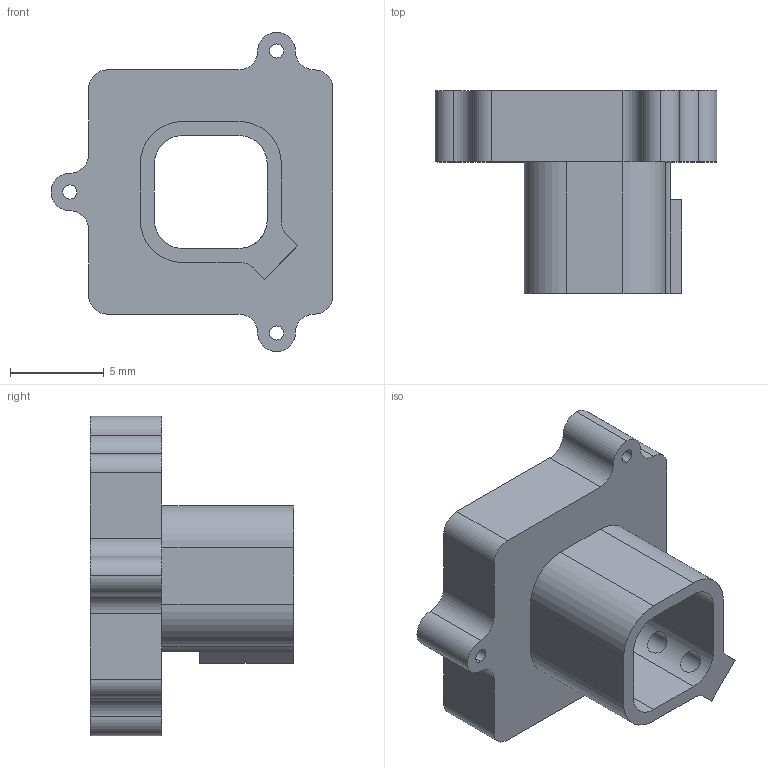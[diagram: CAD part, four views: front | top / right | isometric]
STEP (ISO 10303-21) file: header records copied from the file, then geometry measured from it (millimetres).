
FILE_DESCRIPTION (( 'STEP AP203' ), '1' );
FILE_NAME ('MS_FocusSliderv3.2.STEP', '2016-12-17T06:28:38', ( '' ), ( '' ), 'SwSTEP 2.0', 'SolidWorks 2012', '' );
FILE_SCHEMA (( 'CONFIG_CONTROL_DESIGN' ));
Length unit declared in the file: millimetre
Products named in the file (1): MS_FocusSliderv3.2
Bounding box: 15 x 10.8 x 17 mm (x, y, z)
Volume: 378.5 mm3; surface area: 1045.6 mm2
Topology: 1 solids, 1 shells, 65 faces, 181 edges, 120 vertices
Faces by surface type: cylinder 39, plane 26
Entity records: 2262 total; most frequent: CARTESIAN_POINT 423, DIRECTION 383, ORIENTED_EDGE 362, EDGE_CURVE 181, AXIS2_PLACEMENT_3D 140, VERTEX_POINT 120, VECTOR 103, LINE 103
